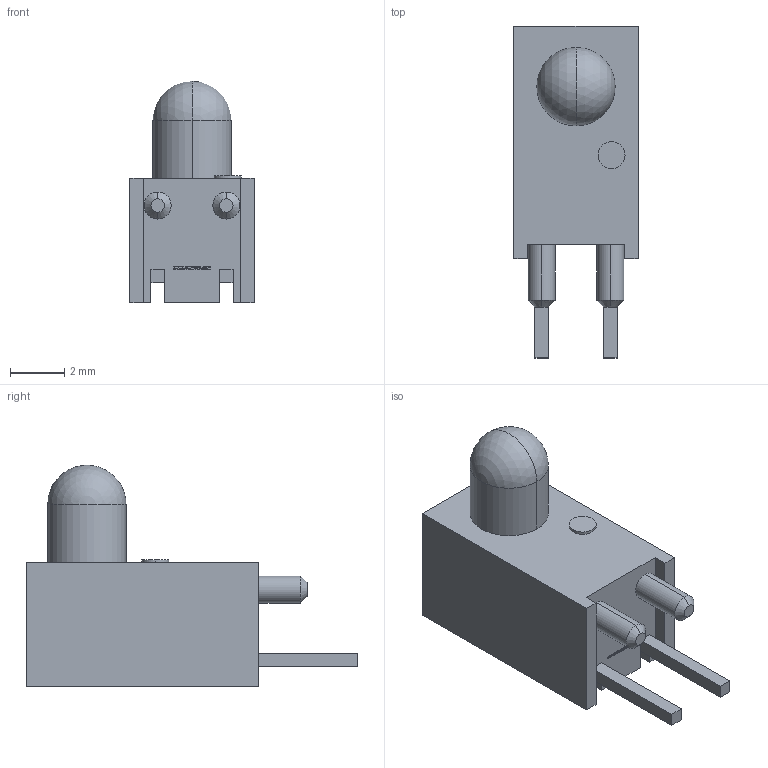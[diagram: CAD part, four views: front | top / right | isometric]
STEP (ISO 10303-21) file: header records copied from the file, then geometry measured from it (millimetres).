
FILE_DESCRIPTION (( 'STEP AP214' ), '1' );
FILE_NAME ('XPV1Lxx147.STEP', '2015-09-08T18:24:02', ( '' ), ( '' ), 'SwSTEP 2.0', 'SolidWorks 2012', '' );
FILE_SCHEMA (( 'AUTOMOTIVE_DESIGN' ));
Length unit declared in the file: millimetre
Products named in the file (1): XPV1Lxx147
Bounding box: 4.6 x 12.28 x 8.2 mm (x, y, z)
Volume: 192.5 mm3; surface area: 285.6 mm2
Topology: 1 solids, 1 shells, 237 faces, 640 edges, 423 vertices
Faces by surface type: plane 153, bspline 68, cylinder 10, cone 4, sphere 2
Entity records: 12333 total; most frequent: CARTESIAN_POINT 4507, ORIENTED_EDGE 1272, DIRECTION 866, EDGE_CURVE 636, VECTOR 474, LINE 474, VERTEX_POINT 421, EDGE_LOOP 257
